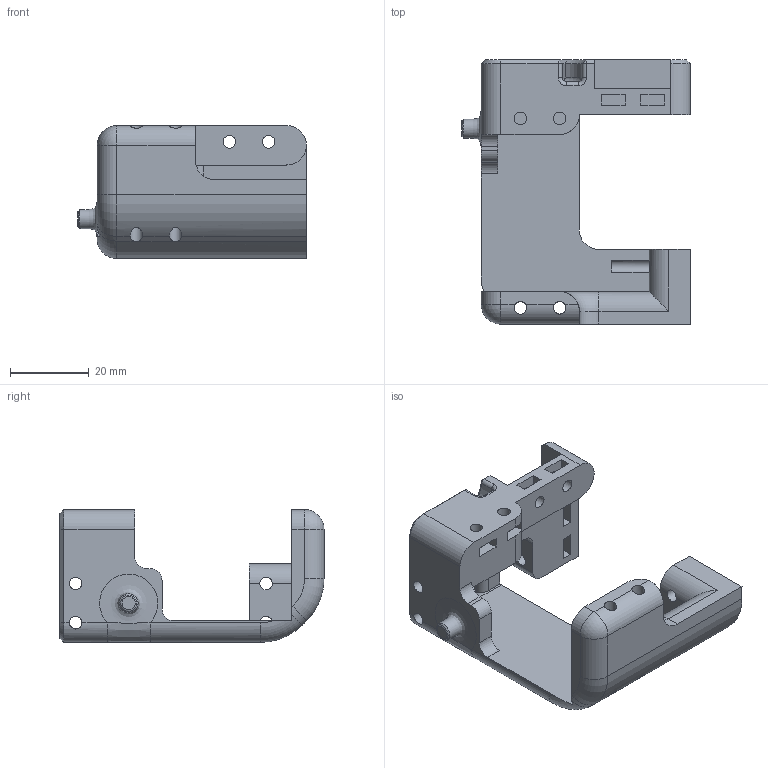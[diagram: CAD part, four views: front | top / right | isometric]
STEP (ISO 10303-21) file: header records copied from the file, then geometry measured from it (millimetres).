
FILE_DESCRIPTION(/* description */ (''),/* implementation_level */ '2;1');
FILE_NAME(/* name */ '5f20a6bf22fc1412d996fd96',/* time_stamp */ '2020-07-28T22:29:19+00:00',/* author */ (''),/* organization */ (''),/* preprocessor_version */ 'ST-DEVELOPER v16.7',/* originating_system */ $,/* authorisation */ $);
FILE_SCHEMA (('AUTOMOTIVE_DESIGN {1 0 10303 214 3 1 1}'));
Length unit declared in the file: metre
Products named in the file (1): Right_Hip_Joint
Bounding box: 58.3 x 67.25 x 33.8 mm (x, y, z)
Volume: 32302.6 mm3; surface area: 16205 mm2
Topology: 1 solids, 1 shells, 208 faces, 588 edges, 369 vertices
Faces by surface type: plane 105, cylinder 66, cone 14, bspline 12, torus 9, sphere 2
Full cylindrical faces by diameter (mm): 3.2 x21
Entity records: 6898 total; most frequent: CARTESIAN_POINT 1718, ORIENTED_EDGE 1064, DIRECTION 1032, EDGE_CURVE 532, AXIS2_PLACEMENT_3D 358, VERTEX_POINT 347, LINE 316, VECTOR 316
